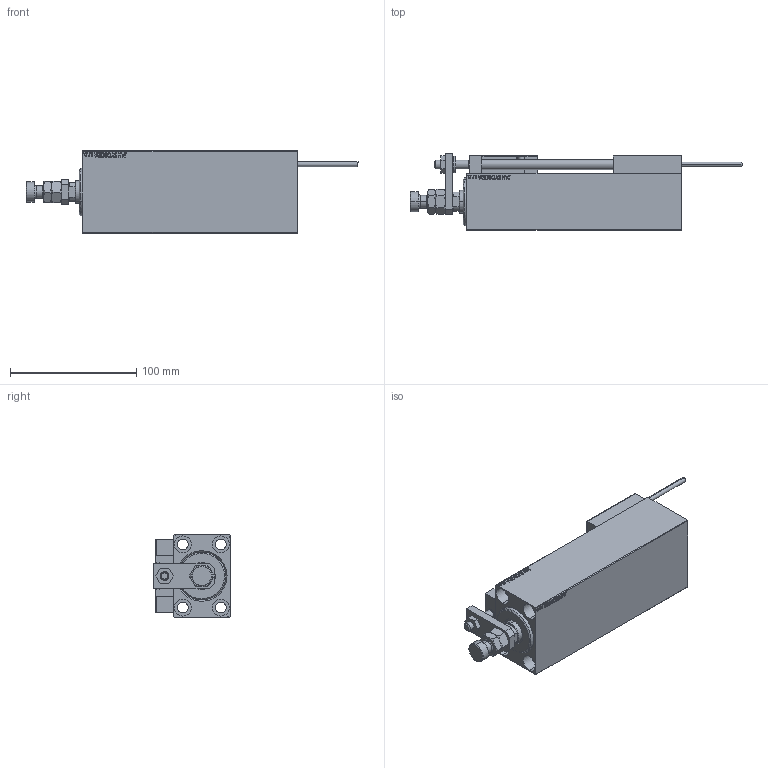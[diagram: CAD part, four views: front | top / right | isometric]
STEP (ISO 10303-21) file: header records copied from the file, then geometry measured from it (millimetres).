
FILE_DESCRIPTION (( 'STEP AP203' ), '1' );
FILE_NAME ('04fa.STEP', '2021-11-01T17:43:23', ( '' ), ( '' ), 'SwSTEP 2.0', 'SolidWorks 2019', '' );
FILE_SCHEMA (( 'CONFIG_CONTROL_DESIGN' ));
Length unit declared in the file: millimetre
Products named in the file (16): V450CM_C 52510e2b7ebd3b66d42e7dc343f3501c; SWITCH_X_FRONT_BACK 52510e2b7ebd3b66d42e7dc343f3501c; ALLEN BOLT D8 52510e2b7ebd3b66d42e7dc343f3501c; 04fa; ALLEN BOLT D5 52510e2b7ebd3b66d42e7dc343f3501c; MAGNET 52510e2b7ebd3b66d42e7dc343f3501c; V450CM_C_VCP 52510e2b7ebd3b66d42e7dc343f3501c; NUT_D12 52510e2b7ebd3b66d42e7dc343f3501c; Block 52510e2b7ebd3b66d42e7dc343f3501c; TYC_L79 52510e2b7ebd3b66d42e7dc343f3501c; KONCOVKA 52510e2b7ebd3b66d42e7dc343f3501c; V450CM_VC_B 52510e2b7ebd3b66d42e7dc343f3501c; SWITCH DIM B,W 52510e2b7ebd3b66d42e7dc343f3501c; X_Y_MFA 52510e2b7ebd3b66d42e7dc343f3501c; ZARAZKA 52510e2b7ebd3b66d42e7dc343f3501c; SWITCH X 52510e2b7ebd3b66d42e7dc343f3501c
Assembly tree (25 placements, depth 3):
  04fa
    V450CM_C 52510e2b7ebd3b66d42e7dc343f3501c
    SWITCH X 52510e2b7ebd3b66d42e7dc343f3501c
      SWITCH_X_FRONT_BACK 52510e2b7ebd3b66d42e7dc343f3501c  x2
      TYC_L79 52510e2b7ebd3b66d42e7dc343f3501c
      Block 52510e2b7ebd3b66d42e7dc343f3501c  x2
      ALLEN BOLT D5 52510e2b7ebd3b66d42e7dc343f3501c  x4
      ALLEN BOLT D8 52510e2b7ebd3b66d42e7dc343f3501c  x4
      MAGNET 52510e2b7ebd3b66d42e7dc343f3501c  x2
      KONCOVKA 52510e2b7ebd3b66d42e7dc343f3501c  x2
    NUT_D12 52510e2b7ebd3b66d42e7dc343f3501c
    SWITCH DIM B,W 52510e2b7ebd3b66d42e7dc343f3501c
    ZARAZKA 52510e2b7ebd3b66d42e7dc343f3501c
    V450CM_C_VCP 52510e2b7ebd3b66d42e7dc343f3501c
    V450CM_VC_B 52510e2b7ebd3b66d42e7dc343f3501c
    X_Y_MFA 52510e2b7ebd3b66d42e7dc343f3501c
Bounding box: 263 x 60.5 x 65 mm (x, y, z)
Volume: 478043.9 mm3; surface area: 124707.4 mm2
Topology: 24 solids, 24 shells, 1330 faces, 3170 edges, 2017 vertices
Faces by surface type: plane 576, bspline 380, cylinder 188, cone 134, torus 48, sphere 4
Entity records: 51760 total; most frequent: CARTESIAN_POINT 26427, ORIENTED_EDGE 5360, DIRECTION 3656, EDGE_CURVE 2680, VERTEX_POINT 1741, VECTOR 1500, LINE 1500, EDGE_LOOP 1241
